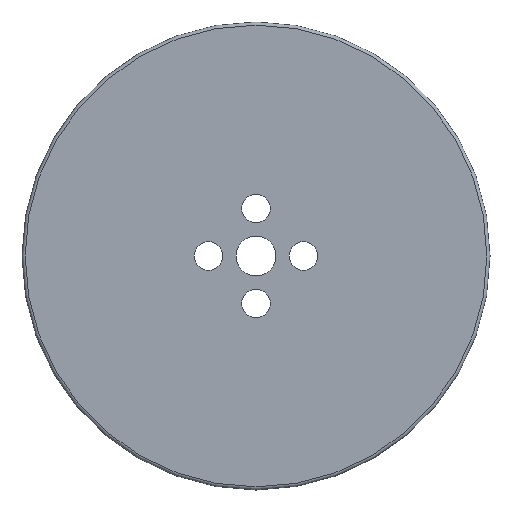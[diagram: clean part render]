
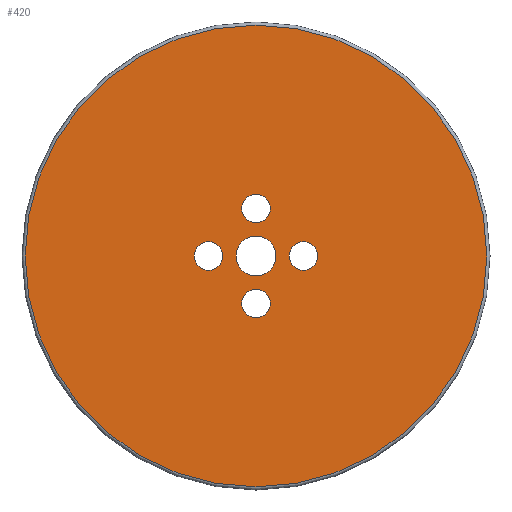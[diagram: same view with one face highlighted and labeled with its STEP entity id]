
A CAD part, front view. The second image highlights one B-rep face of the part: STEP entity #420.
In plain terms, the highlighted planar face has unit normal (0, -1, 0).
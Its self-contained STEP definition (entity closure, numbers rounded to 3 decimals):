
#25=FACE_BOUND('',#121,.T.);
#26=FACE_BOUND('',#122,.T.);
#27=FACE_BOUND('',#123,.T.);
#28=FACE_BOUND('',#124,.T.);
#29=FACE_BOUND('',#125,.T.);
#36=PLANE('',#465);
#94=FACE_OUTER_BOUND('',#120,.T.);
#120=EDGE_LOOP('',(#304));
#121=EDGE_LOOP('',(#305));
#122=EDGE_LOOP('',(#306));
#123=EDGE_LOOP('',(#307));
#124=EDGE_LOOP('',(#308));
#125=EDGE_LOOP('',(#309));
#155=CIRCLE('',#459,36.5);
#160=CIRCLE('',#466,2.25);
#161=CIRCLE('',#467,2.25);
#162=CIRCLE('',#468,2.25);
#163=CIRCLE('',#469,3.15);
#164=CIRCLE('',#470,2.25);
#195=VERTEX_POINT('',#681);
#199=VERTEX_POINT('',#693);
#200=VERTEX_POINT('',#695);
#201=VERTEX_POINT('',#697);
#202=VERTEX_POINT('',#699);
#203=VERTEX_POINT('',#701);
#233=EDGE_CURVE('',#195,#195,#155,.T.);
#239=EDGE_CURVE('',#199,#199,#160,.T.);
#240=EDGE_CURVE('',#200,#200,#161,.T.);
#241=EDGE_CURVE('',#201,#201,#162,.T.);
#242=EDGE_CURVE('',#202,#202,#163,.T.);
#243=EDGE_CURVE('',#203,#203,#164,.T.);
#304=ORIENTED_EDGE('',*,*,#233,.F.);
#305=ORIENTED_EDGE('',*,*,#239,.T.);
#306=ORIENTED_EDGE('',*,*,#240,.T.);
#307=ORIENTED_EDGE('',*,*,#241,.T.);
#308=ORIENTED_EDGE('',*,*,#242,.T.);
#309=ORIENTED_EDGE('',*,*,#243,.T.);
#420=ADVANCED_FACE('',(#94,#25,#26,#27,#28,#29),#36,.T.);
#459=AXIS2_PLACEMENT_3D('',#682,#528,#529);
#465=AXIS2_PLACEMENT_3D('',#692,#541,#542);
#466=AXIS2_PLACEMENT_3D('',#694,#543,#544);
#467=AXIS2_PLACEMENT_3D('',#696,#545,#546);
#468=AXIS2_PLACEMENT_3D('',#698,#547,#548);
#469=AXIS2_PLACEMENT_3D('',#700,#549,#550);
#470=AXIS2_PLACEMENT_3D('',#702,#551,#552);
#528=DIRECTION('center_axis',(0.,1.,0.));
#529=DIRECTION('ref_axis',(1.,0.,0.));
#541=DIRECTION('center_axis',(0.,-1.,0.));
#542=DIRECTION('ref_axis',(0.,0.,-1.));
#543=DIRECTION('center_axis',(0.,1.,0.));
#544=DIRECTION('ref_axis',(1.,0.,0.));
#545=DIRECTION('center_axis',(0.,1.,0.));
#546=DIRECTION('ref_axis',(1.,0.,0.));
#547=DIRECTION('center_axis',(0.,1.,0.));
#548=DIRECTION('ref_axis',(1.,0.,0.));
#549=DIRECTION('center_axis',(0.,1.,0.));
#550=DIRECTION('ref_axis',(1.,0.,0.));
#551=DIRECTION('center_axis',(0.,1.,0.));
#552=DIRECTION('ref_axis',(1.,0.,0.));
#681=CARTESIAN_POINT('',(40.,-1.,36.5));
#682=CARTESIAN_POINT('Origin',(40.,-1.,0.));
#692=CARTESIAN_POINT('Origin',(0.,-1.,0.));
#693=CARTESIAN_POINT('',(37.75,-1.,7.5));
#694=CARTESIAN_POINT('Origin',(40.,-1.,7.5));
#695=CARTESIAN_POINT('',(45.25,-1.,0.));
#696=CARTESIAN_POINT('Origin',(47.5,-1.,0.));
#697=CARTESIAN_POINT('',(30.25,-1.,0.));
#698=CARTESIAN_POINT('Origin',(32.5,-1.,0.));
#699=CARTESIAN_POINT('',(36.85,-1.,0.));
#700=CARTESIAN_POINT('Origin',(40.,-1.,0.));
#701=CARTESIAN_POINT('',(37.75,-1.,-7.5));
#702=CARTESIAN_POINT('Origin',(40.,-1.,-7.5));
